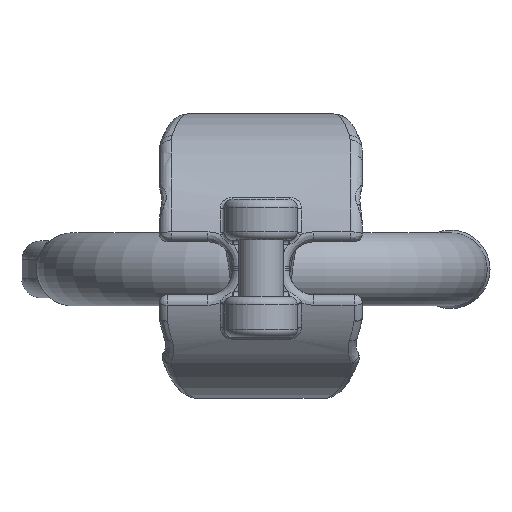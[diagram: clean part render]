
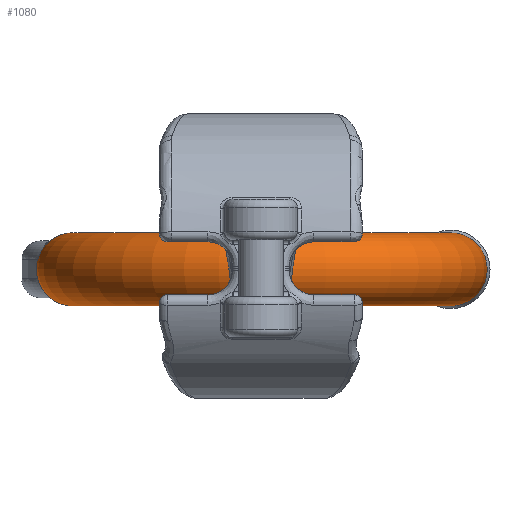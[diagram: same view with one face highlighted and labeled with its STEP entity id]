
A CAD part, front view. The second image highlights one B-rep face of the part: STEP entity #1080.
In plain terms, the highlighted toroidal (fillet/blend) face has major radius 46.5 mm and minor radius 9 mm.
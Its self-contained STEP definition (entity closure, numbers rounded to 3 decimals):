
#163=TOROIDAL_SURFACE('',#8124,46.5,9.);
#531=CIRCLE('',#8115,9.);
#532=CIRCLE('',#8117,9.);
#1080=ADVANCED_FACE('',(#1795,#1796),#163,.T.);
#1795=FACE_BOUND('',#2263,.T.);
#1796=FACE_BOUND('',#2264,.T.);
#2263=EDGE_LOOP('',(#4882));
#2264=EDGE_LOOP('',(#4883));
#4882=ORIENTED_EDGE('',*,*,#6716,.F.);
#4883=ORIENTED_EDGE('',*,*,#6715,.T.);
#5626=VERTEX_POINT('',#16944);
#5627=VERTEX_POINT('',#16947);
#6715=EDGE_CURVE('',#5626,#5626,#531,.T.);
#6716=EDGE_CURVE('',#5627,#5627,#532,.T.);
#8115=AXIS2_PLACEMENT_3D('',#16943,#9732,#9733);
#8117=AXIS2_PLACEMENT_3D('',#16946,#9736,#9737);
#8124=AXIS2_PLACEMENT_3D('',#16957,#9750,#9751);
#9732=DIRECTION('',(0.,-1.,0.));
#9733=DIRECTION('',(1.,0.,0.));
#9736=DIRECTION('',(0.,1.,0.));
#9737=DIRECTION('',(-1.,0.,0.));
#9750=DIRECTION('',(0.,0.,-1.));
#9751=DIRECTION('',(-1.,0.,0.));
#16943=CARTESIAN_POINT('',(-46.5,-30.,0.));
#16944=CARTESIAN_POINT('',(-37.5,-30.,0.));
#16946=CARTESIAN_POINT('',(46.5,-30.,0.));
#16947=CARTESIAN_POINT('',(37.5,-30.,0.));
#16957=CARTESIAN_POINT('',(0.,-30.,0.));
